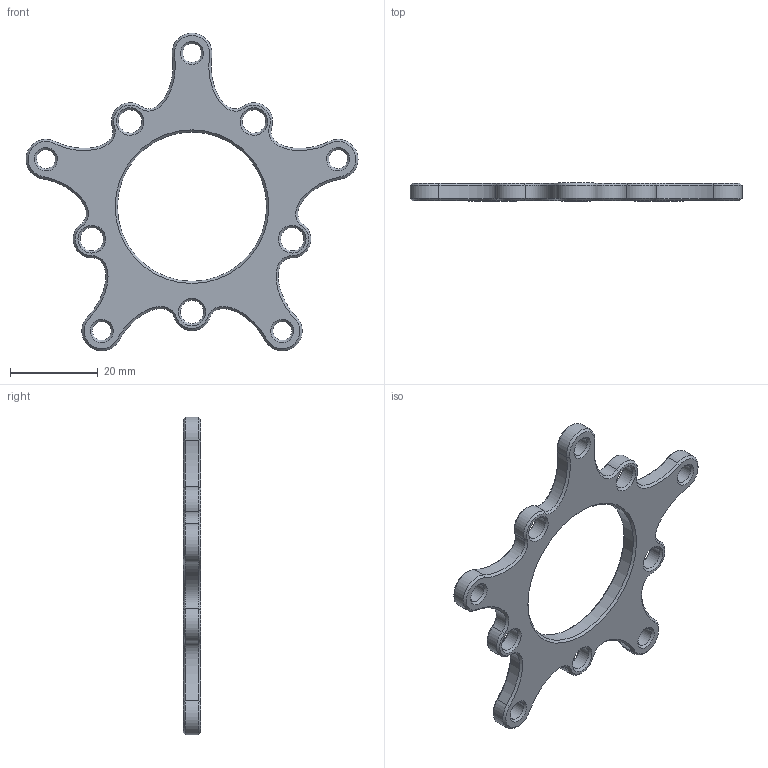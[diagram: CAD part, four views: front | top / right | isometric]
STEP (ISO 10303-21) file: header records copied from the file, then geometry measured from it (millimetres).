
FILE_DESCRIPTION(('STEP AP203'), '1');
FILE_NAME('ïåðåõîäíàÿ ïëàñòèíà', '', ('UNSPECIFIED'), ('UNSPECIFIED'), 'ASCON STEP Converter 1.6', 'ASCON Math Kernel', '');
FILE_SCHEMA(('CONFIG_CONTROL_DESIGN'));
Length unit declared in the file: millimetre
Bounding box: 75.64 x 4 x 72.38 mm (x, y, z)
Volume: 6287.1 mm3; surface area: 5106.2 mm2
Topology: 1 solids, 1 shells, 95 faces, 217 edges, 124 vertices
Faces by surface type: cone 42, bspline 30, cylinder 21, plane 2
Full cylindrical faces by diameter (mm): 4.3 x5, 5.3 x5, 34 x1
Entity records: 6614 total; most frequent: CARTESIAN_POINT 3880, ORIENTED_EDGE 368, DIRECTION 360, EDGE_CURVE 184, AXIS2_PLACEMENT_3D 150, EDGE_LOOP 150, VERTEX_POINT 124, COLOUR_RGB 96
